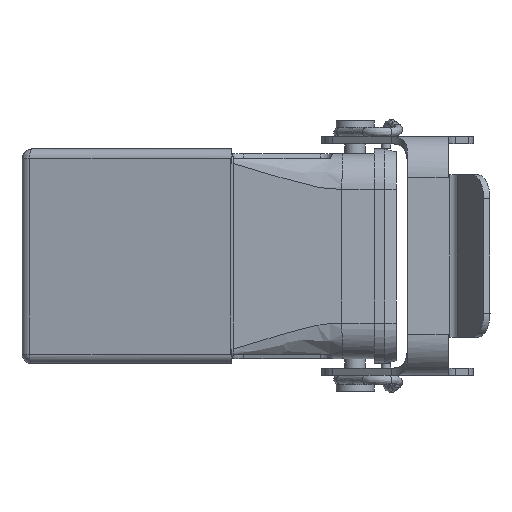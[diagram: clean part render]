
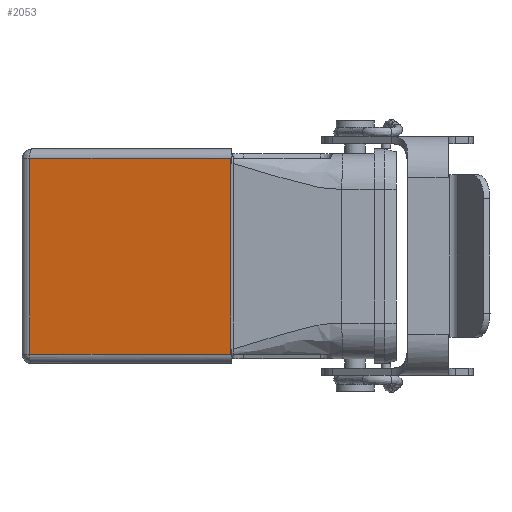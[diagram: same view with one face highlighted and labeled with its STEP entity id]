
A CAD part, left-side view. The second image highlights one B-rep face of the part: STEP entity #2053.
In plain terms, the highlighted planar face has unit normal (-0.982, 0.191, 0).
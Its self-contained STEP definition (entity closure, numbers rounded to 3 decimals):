
#1564=PLANE('',#10528);
#2053=ADVANCED_FACE('',(#2514),#1564,.T.);
#2514=FACE_OUTER_BOUND('',#3095,.T.);
#3095=EDGE_LOOP('',(#7194,#7195,#7196,#7197));
#3867=LINE('',#20269,#4638);
#3868=LINE('',#20271,#4639);
#3869=LINE('',#20274,#4640);
#3870=LINE('',#20275,#4641);
#4638=VECTOR('',#12557,1.);
#4639=VECTOR('',#12560,1.);
#4640=VECTOR('',#12561,1.);
#4641=VECTOR('',#12562,1.);
#7194=ORIENTED_EDGE('',*,*,#9480,.T.);
#7195=ORIENTED_EDGE('',*,*,#9481,.T.);
#7196=ORIENTED_EDGE('',*,*,#9479,.T.);
#7197=ORIENTED_EDGE('',*,*,#9482,.T.);
#8171=VERTEX_POINT('',#20259);
#8174=VERTEX_POINT('',#20268);
#8175=VERTEX_POINT('',#20272);
#8176=VERTEX_POINT('',#20273);
#9479=EDGE_CURVE('',#8171,#8174,#3867,.T.);
#9480=EDGE_CURVE('',#8175,#8176,#3868,.T.);
#9481=EDGE_CURVE('',#8176,#8171,#3869,.T.);
#9482=EDGE_CURVE('',#8174,#8175,#3870,.T.);
#10528=AXIS2_PLACEMENT_3D('',#20276,#12563,#12564);
#12557=DIRECTION('',(0.,0.,1.));
#12560=DIRECTION('',(0.,0.,-1.));
#12561=DIRECTION('',(-0.191,-0.982,0.));
#12562=DIRECTION('',(0.191,0.982,0.));
#12563=DIRECTION('',(-0.982,0.191,0.));
#12564=DIRECTION('',(-0.191,-0.982,0.));
#20259=CARTESIAN_POINT('',(-58.195,23.285,-20.5));
#20268=CARTESIAN_POINT('',(-58.195,23.285,20.5));
#20269=CARTESIAN_POINT('',(-58.195,23.285,-20.5));
#20271=CARTESIAN_POINT('',(-50.012,65.382,20.5));
#20272=CARTESIAN_POINT('',(-50.012,65.382,20.5));
#20273=CARTESIAN_POINT('',(-50.012,65.382,-20.5));
#20274=CARTESIAN_POINT('',(-50.012,65.382,-20.5));
#20275=CARTESIAN_POINT('',(-58.195,23.285,20.5));
#20276=CARTESIAN_POINT('',(-49.251,69.298,-22.6));
